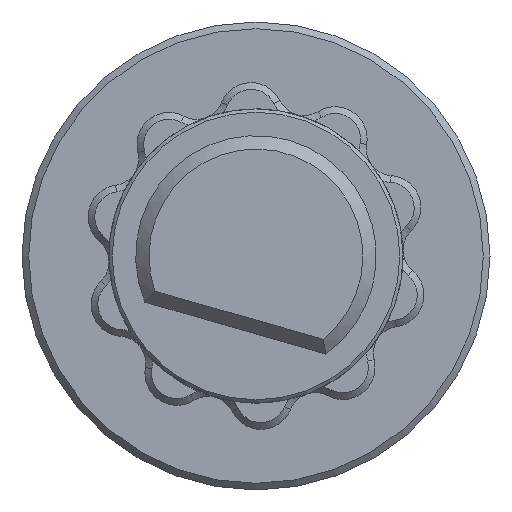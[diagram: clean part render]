
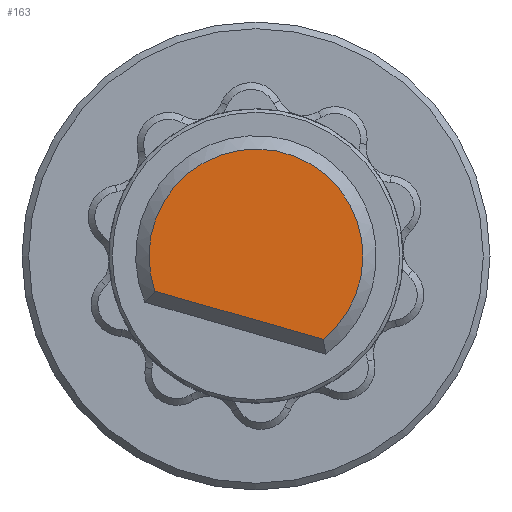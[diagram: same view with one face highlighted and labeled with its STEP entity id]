
A CAD part, front view. The second image highlights one B-rep face of the part: STEP entity #163.
In plain terms, the highlighted planar face has unit normal (0, -1, 0).
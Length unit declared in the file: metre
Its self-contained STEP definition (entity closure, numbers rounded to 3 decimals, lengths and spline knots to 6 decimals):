
#163 = ADVANCED_FACE( '', ( #424 ), #425, .T. );
#424 = FACE_OUTER_BOUND( '', #797, .T. );
#425 = PLANE( '', #798 );
#797 = EDGE_LOOP( '', ( #1296, #1297 ) );
#798 = AXIS2_PLACEMENT_3D( '', #1298, #1299, #1300 );
#1296 = ORIENTED_EDGE( '', *, *, #2606, .T. );
#1297 = ORIENTED_EDGE( '', *, *, #2607, .T. );
#1298 = CARTESIAN_POINT( '', ( 0.041, 0.041, 0.085 ) );
#1299 = DIRECTION( '', ( 0., -1., 0. ) );
#1300 = DIRECTION( '', ( 1., 0., 0. ) );
#2606 = EDGE_CURVE( '', #3015, #3016, #3017, .T. );
#2607 = EDGE_CURVE( '', #3016, #3015, #3018, .T. );
#3015 = VERTEX_POINT( '', #4539 );
#3016 = VERTEX_POINT( '', #4540 );
#3017 = LINE( '', #4541, #4542 );
#3018 = CIRCLE( '', #4543, 0.008 );
#4539 = CARTESIAN_POINT( '', ( 0.033443, 0.041, 0.082374 ) );
#4540 = CARTESIAN_POINT( '', ( 0.046015, 0.041, 0.078767 ) );
#4541 = CARTESIAN_POINT( '', ( 0.046495, 0.041, 0.078629 ) );
#4542 = VECTOR( '', #6091, 1. );
#4543 = AXIS2_PLACEMENT_3D( '', #6092, #6093, #6094 );
#6091 = DIRECTION( '', ( 0.961, 0., -0.276 ) );
#6092 = CARTESIAN_POINT( '', ( 0.041, 0.041, 0.085 ) );
#6093 = DIRECTION( '', ( 0., -1., 0. ) );
#6094 = DIRECTION( '', ( 1., 0., 0. ) );
